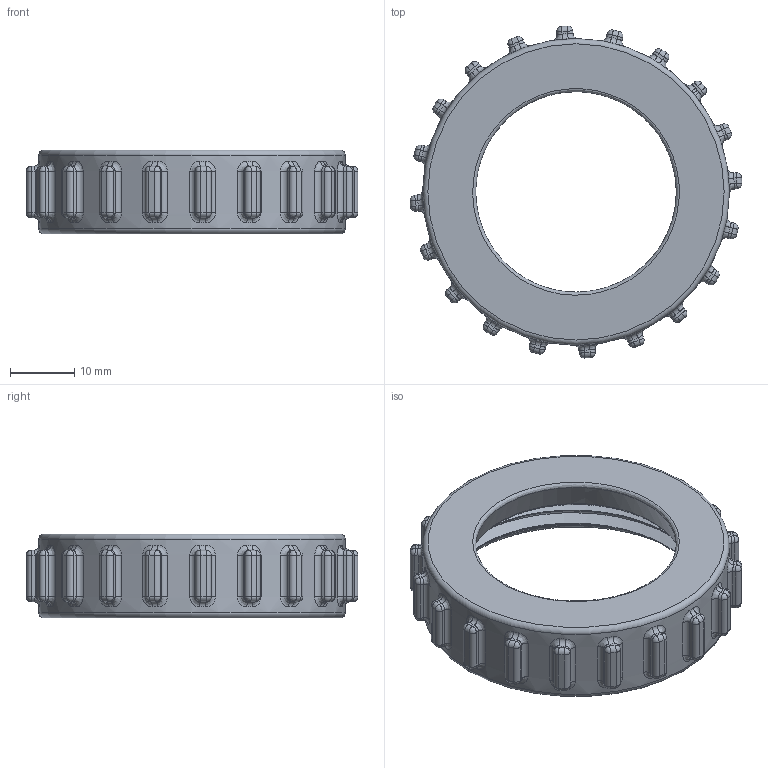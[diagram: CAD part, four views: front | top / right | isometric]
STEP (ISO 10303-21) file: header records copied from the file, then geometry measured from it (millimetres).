
FILE_DESCRIPTION(('FreeCAD Model'),'2;1');
FILE_NAME('SupCamera_SwivelCap.step', '2020-04-20T10:28:11',('Author'),(''), 'Open CASCADE STEP processor 7.3','FreeCAD','Unknown');
FILE_SCHEMA(('AUTOMOTIVE_DESIGN { 1 0 10303 214 1 1 1 1 }'));
Length unit declared in the file: millimetre
Products named in the file (1): SupCameraTampa_001
Bounding box: 51.54 x 51.54 x 13 mm (x, y, z)
Volume: 8307.1 mm3; surface area: 6522.7 mm2
Topology: 1 solids, 1 shells, 546 faces, 1222 edges, 620 vertices
Faces by surface type: cylinder 211, plane 108, bspline 100, sphere 81, torus 46
Full cylindrical faces by diameter (mm): 43.6 x2, 47.6 x1
Entity records: 40114 total; most frequent: CARTESIAN_POINT 14414, DIRECTION 3855, ORIENTED_EDGE 2284, PCURVE 2284, DEFINITIONAL_REPRESENTATION 2284, LINE 2240, VECTOR 2240, EDGE_CURVE 1142
